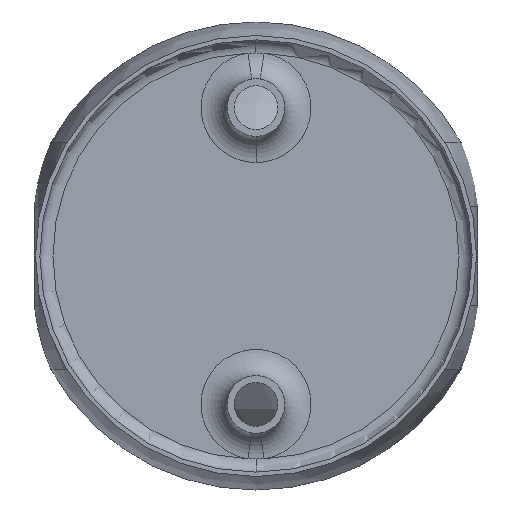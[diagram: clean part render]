
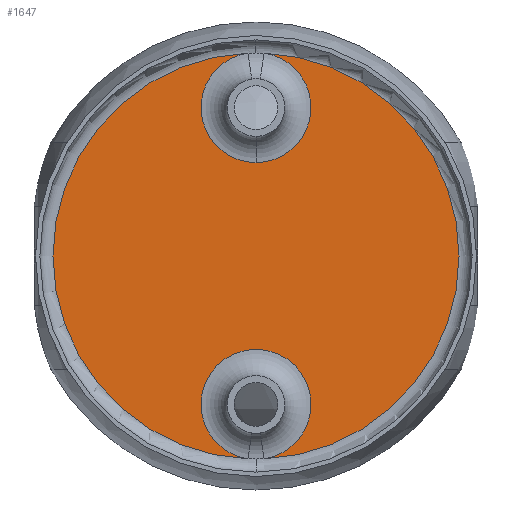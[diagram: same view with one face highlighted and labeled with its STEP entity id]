
A CAD part, front view. The second image highlights one B-rep face of the part: STEP entity #1647.
In plain terms, the highlighted face is planar.
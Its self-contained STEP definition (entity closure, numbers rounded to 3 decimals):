
#7 = EDGE_CURVE ( 'NONE', #342, #1837, #201, .T. ) ;
#36 = ORIENTED_EDGE ( 'NONE', *, *, #221, .T. ) ;
#125 = CIRCLE ( 'NONE', #202, 23.25 ) ;
#147 = DIRECTION ( 'NONE',  ( 1., 0., 0. ) ) ;
#148 = CARTESIAN_POINT ( 'NONE',  ( 23.232, -0.926, 23. ) ) ;
#151 = AXIS2_PLACEMENT_3D ( 'NONE', #2288, #887, #2094 ) ;
#198 = CARTESIAN_POINT ( 'NONE',  ( -23.232, -0.926, 23. ) ) ;
#201 = CIRCLE ( 'NONE', #1268, 6.3 ) ;
#202 = AXIS2_PLACEMENT_3D ( 'NONE', #2341, #1310, #147 ) ;
#221 = EDGE_CURVE ( 'NONE', #2453, #342, #2593, .T. ) ;
#254 = DIRECTION ( 'NONE',  ( 0., 0., 1. ) ) ;
#295 = CARTESIAN_POINT ( 'NONE',  ( 0., 0., 23. ) ) ;
#315 = DIRECTION ( 'NONE',  ( 1., 0., 0. ) ) ;
#342 = VERTEX_POINT ( 'NONE', #1555 ) ;
#346 = CIRCLE ( 'NONE', #2478, 23.25 ) ;
#421 = VERTEX_POINT ( 'NONE', #148 ) ;
#541 = DIRECTION ( 'NONE',  ( 0., 0., 1. ) ) ;
#579 = DIRECTION ( 'NONE',  ( 0., 0., 1. ) ) ;
#648 = FACE_OUTER_BOUND ( 'NONE', #1112, .T. ) ;
#822 = EDGE_CURVE ( 'NONE', #1788, #421, #1163, .T. ) ;
#833 = ORIENTED_EDGE ( 'NONE', *, *, #1353, .F. ) ;
#887 = DIRECTION ( 'NONE',  ( 0., 0., 1. ) ) ;
#990 = EDGE_CURVE ( 'NONE', #2453, #421, #346, .T. ) ;
#1011 = CARTESIAN_POINT ( 'NONE',  ( 17., 0., 23. ) ) ;
#1097 = CARTESIAN_POINT ( 'NONE',  ( 23.232, 0.926, 23. ) ) ;
#1112 = EDGE_LOOP ( 'NONE', ( #2085, #36, #1501, #833, #2103 ) ) ;
#1145 = AXIS2_PLACEMENT_3D ( 'NONE', #1011, #579, #2387 ) ;
#1163 = CIRCLE ( 'NONE', #1145, 6.3 ) ;
#1268 = AXIS2_PLACEMENT_3D ( 'NONE', #1563, #541, #315 ) ;
#1278 = DIRECTION ( 'NONE',  ( 1., 0., 0. ) ) ;
#1310 = DIRECTION ( 'NONE',  ( 0., 0., 1. ) ) ;
#1353 = EDGE_CURVE ( 'NONE', #1788, #1837, #125, .T. ) ;
#1501 = ORIENTED_EDGE ( 'NONE', *, *, #7, .T. ) ;
#1555 = CARTESIAN_POINT ( 'NONE',  ( -10.7, 0., 23. ) ) ;
#1563 = CARTESIAN_POINT ( 'NONE',  ( -17., 0., 23. ) ) ;
#1647 = ADVANCED_FACE ( 'NONE', ( #648 ), #1692, .F. ) ;
#1672 = DIRECTION ( 'NONE',  ( 1., 0., 0. ) ) ;
#1692 = PLANE ( 'NONE',  #151 ) ;
#1697 = AXIS2_PLACEMENT_3D ( 'NONE', #1901, #2481, #1278 ) ;
#1788 = VERTEX_POINT ( 'NONE', #1097 ) ;
#1837 = VERTEX_POINT ( 'NONE', #2309 ) ;
#1901 = CARTESIAN_POINT ( 'NONE',  ( -17., 0., 23. ) ) ;
#2085 = ORIENTED_EDGE ( 'NONE', *, *, #990, .F. ) ;
#2094 = DIRECTION ( 'NONE',  ( 1., 0., 0. ) ) ;
#2103 = ORIENTED_EDGE ( 'NONE', *, *, #822, .T. ) ;
#2288 = CARTESIAN_POINT ( 'NONE',  ( 0., 0., 23. ) ) ;
#2309 = CARTESIAN_POINT ( 'NONE',  ( -23.232, 0.926, 23. ) ) ;
#2341 = CARTESIAN_POINT ( 'NONE',  ( 0., 0., 23. ) ) ;
#2387 = DIRECTION ( 'NONE',  ( 1., 0., 0. ) ) ;
#2453 = VERTEX_POINT ( 'NONE', #198 ) ;
#2478 = AXIS2_PLACEMENT_3D ( 'NONE', #295, #254, #1672 ) ;
#2481 = DIRECTION ( 'NONE',  ( 0., 0., 1. ) ) ;
#2593 = CIRCLE ( 'NONE', #1697, 6.3 ) ;
